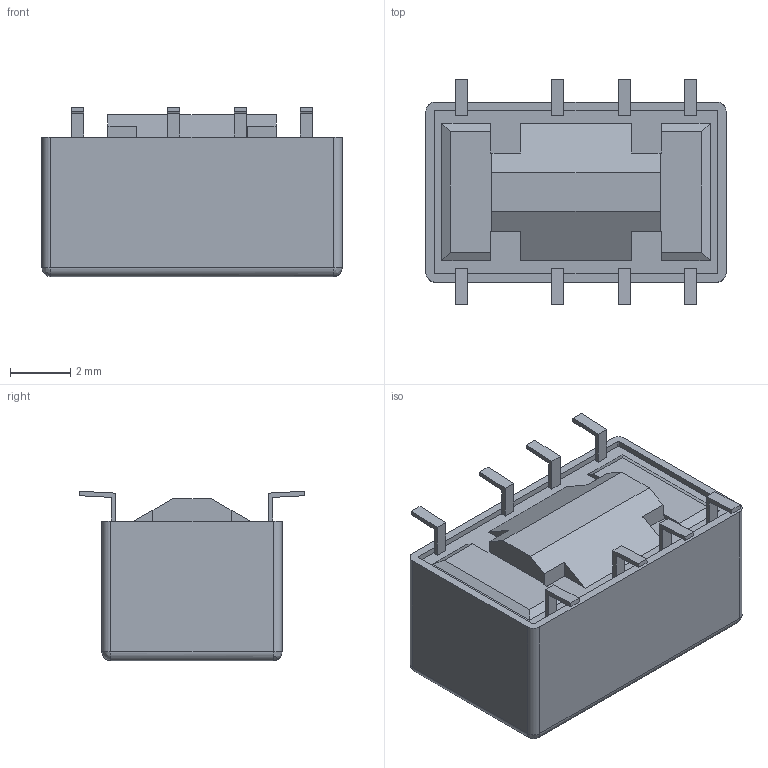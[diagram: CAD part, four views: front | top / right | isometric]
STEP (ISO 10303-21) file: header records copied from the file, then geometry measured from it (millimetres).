
FILE_DESCRIPTION (( 'STEP AP214' ), '1' );
FILE_NAME ('relay_HFD4.STEP', '2018-12-29T20:55:18', ( '' ), ( '' ), 'SwSTEP 2.0', 'SolidWorks 2017', '' );
FILE_SCHEMA (( 'AUTOMOTIVE_DESIGN' ));
Length unit declared in the file: millimetre
Products named in the file (1): relay_HFD4
Bounding box: 10 x 7.52 x 5.65 mm (x, y, z)
Volume: 284.4 mm3; surface area: 299 mm2
Topology: 1 solids, 1 shells, 117 faces, 304 edges, 198 vertices
Faces by surface type: plane 96, cylinder 15, bspline 6
Entity records: 3618 total; most frequent: CARTESIAN_POINT 713, ORIENTED_EDGE 604, DIRECTION 564, EDGE_CURVE 302, VECTOR 262, LINE 262, VERTEX_POINT 198, AXIS2_PLACEMENT_3D 151
